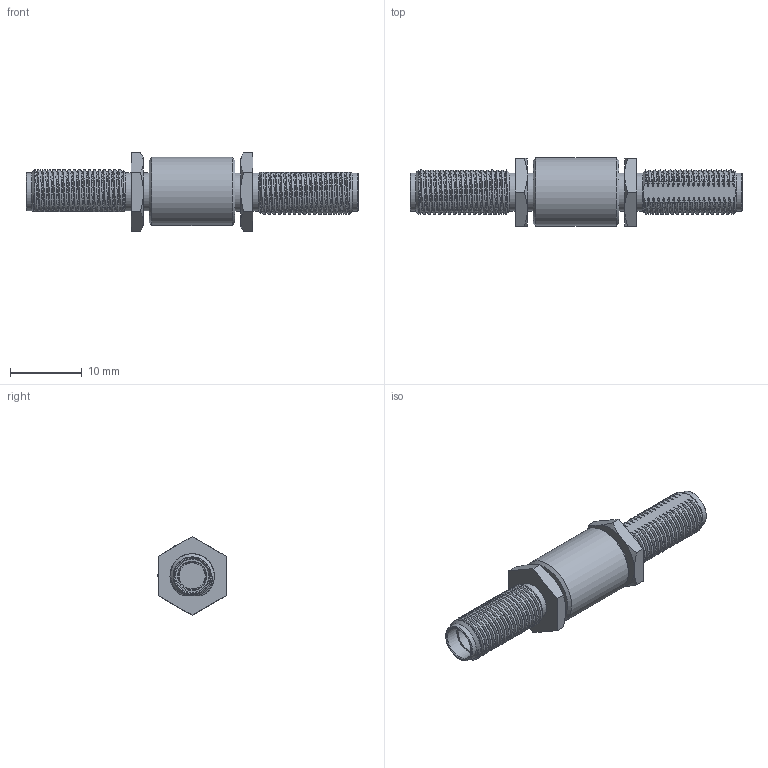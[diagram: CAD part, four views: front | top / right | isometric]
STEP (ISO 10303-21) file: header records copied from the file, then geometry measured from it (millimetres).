
FILE_DESCRIPTION(/* description */ (''),/* implementation_level */ '2;1');
FILE_NAME(/* name */ 'cr110_filter_femalefemale_003 v2.step',/* time_stamp */ '2022-10-25T14:23:24-04:00',/* author */ (''),/* organization */ (''),/* preprocessor_version */ 'ST-DEVELOPER v19',/* originating_system */ 'Autodesk Translation Framework v11.7.0.108',/* authorisation */ '');
FILE_SCHEMA (('AUTOMOTIVE_DESIGN { 1 0 10303 214 3 1 1 }'));
Products named in the file (6): cr110_filter_femalefemale_003; BD11ACS01A; SMA7471B1-2T-50; SMA7910-3; LW-102X65X05; HN8-1X4-36X16
Assembly tree (6 placements, depth 2):
  cr110_filter_femalefemale_003
    BD11ACS01A
    SMA7471B1-2T-50  x2
    SMA7910-3
    LW-102X65X05
    HN8-1X4-36X16
Bounding box: 46.4 x 9.54 x 11 mm (x, y, z)
Volume: 1489.5 mm3; surface area: 2057.3 mm2
Topology: 3 solids, 3 shells, 253 faces, 679 edges, 446 vertices
Faces by surface type: bspline 132, cylinder 61, plane 34, cone 26
Full cylindrical faces by diameter (mm): 3.65 x2, 3.9 x4, 4.1 x8, 4.65 x2, 5.33 x6, 9.525 x1
Entity records: 36350 total; most frequent: CARTESIAN_POINT 30918, ORIENTED_EDGE 1358, EDGE_CURVE 679, DIRECTION 657, VERTEX_POINT 446, B_SPLINE_CURVE_WITH_KNOTS 344, EDGE_LOOP 271, FACE_OUTER_BOUND 253
